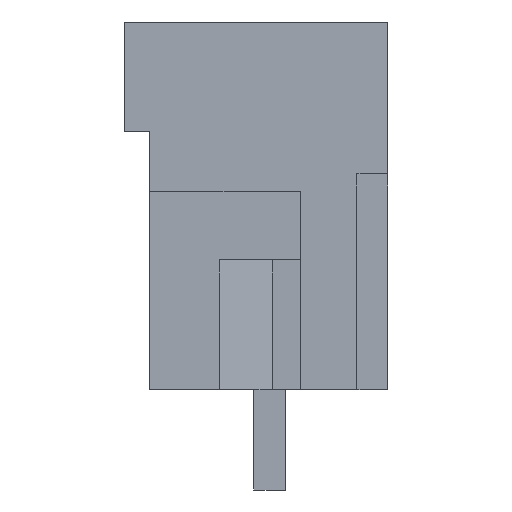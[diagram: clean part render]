
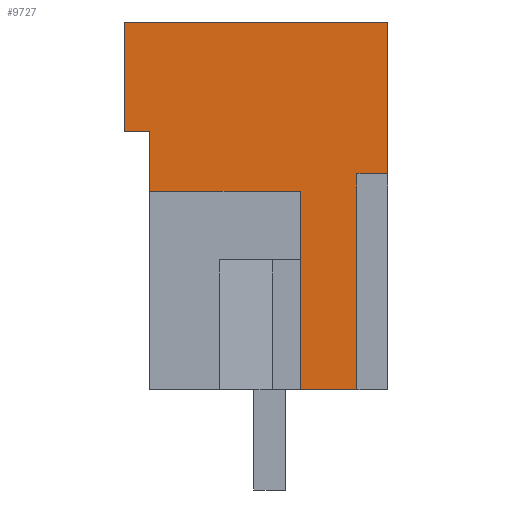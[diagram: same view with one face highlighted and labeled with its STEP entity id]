
A CAD part, left-side view. The second image highlights one B-rep face of the part: STEP entity #9727.
In plain terms, the highlighted planar face has unit normal (-1, 0, 0).
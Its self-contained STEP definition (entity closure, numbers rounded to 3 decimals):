
#9703=AXIS2_PLACEMENT_3D('Plane Axis2P3D',#9700,#9701,#9702) ;
#555=CARTESIAN_POINT('Vertex',(0.,8.405,14.95)) ;
#558=CARTESIAN_POINT('Line Origine',(0.,4.203,14.95)) ;
#562=CARTESIAN_POINT('Vertex',(0.,0.,14.95)) ;
#3298=CARTESIAN_POINT('Vertex',(0.,8.405,11.45)) ;
#3301=CARTESIAN_POINT('Line Origine',(0.,8.405,13.2)) ;
#8702=CARTESIAN_POINT('Vertex',(0.,2.785,9.55)) ;
#8707=CARTESIAN_POINT('Line Origine',(0.,5.193,9.55)) ;
#8711=CARTESIAN_POINT('Vertex',(0.,7.6,9.55)) ;
#8786=CARTESIAN_POINT('Vertex',(0.,2.785,3.2)) ;
#8789=CARTESIAN_POINT('Line Origine',(0.,2.785,6.375)) ;
#8821=CARTESIAN_POINT('Vertex',(0.,0.,10.096)) ;
#8826=CARTESIAN_POINT('Line Origine',(0.,0.489,10.096)) ;
#8830=CARTESIAN_POINT('Vertex',(0.,0.978,10.096)) ;
#8899=CARTESIAN_POINT('Vertex',(0.,0.978,3.2)) ;
#8902=CARTESIAN_POINT('Line Origine',(0.,1.881,3.2)) ;
#9297=CARTESIAN_POINT('Line Origine',(0.,7.6,10.5)) ;
#9301=CARTESIAN_POINT('Vertex',(0.,7.6,11.45)) ;
#9624=CARTESIAN_POINT('Line Origine',(0.,8.003,11.45)) ;
#9700=CARTESIAN_POINT('Axis2P3D Location',(0.,8.405,0.)) ;
#9705=CARTESIAN_POINT('Line Origine',(0.,0.978,6.648)) ;
#9710=CARTESIAN_POINT('Line Origine',(0.,0.,12.523)) ;
#559=DIRECTION('Vector Direction',(0.,1.,0.)) ;
#3302=DIRECTION('Vector Direction',(0.,0.,-1.)) ;
#8708=DIRECTION('Vector Direction',(0.,-1.,0.)) ;
#8790=DIRECTION('Vector Direction',(0.,0.,-1.)) ;
#8827=DIRECTION('Vector Direction',(0.,1.,0.)) ;
#8903=DIRECTION('Vector Direction',(0.,1.,0.)) ;
#9298=DIRECTION('Vector Direction',(0.,0.,-1.)) ;
#9625=DIRECTION('Vector Direction',(0.,1.,0.)) ;
#9701=DIRECTION('Axis2P3D Direction',(-1.,0.,0.)) ;
#9702=DIRECTION('Axis2P3D XDirection',(0.,-1.,0.)) ;
#9706=DIRECTION('Vector Direction',(0.,0.,-1.)) ;
#9711=DIRECTION('Vector Direction',(0.,0.,1.)) ;
#560=VECTOR('Line Direction',#559,1.) ;
#3303=VECTOR('Line Direction',#3302,1.) ;
#8709=VECTOR('Line Direction',#8708,1.) ;
#8791=VECTOR('Line Direction',#8790,1.) ;
#8828=VECTOR('Line Direction',#8827,1.) ;
#8904=VECTOR('Line Direction',#8903,1.) ;
#9299=VECTOR('Line Direction',#9298,1.) ;
#9626=VECTOR('Line Direction',#9625,1.) ;
#9707=VECTOR('Line Direction',#9706,1.) ;
#9712=VECTOR('Line Direction',#9711,1.) ;
#9716=ORIENTED_EDGE('',*,*,#8906,.T.) ;
#9717=ORIENTED_EDGE('',*,*,#9709,.F.) ;
#9718=ORIENTED_EDGE('',*,*,#8832,.F.) ;
#9719=ORIENTED_EDGE('',*,*,#9714,.T.) ;
#9720=ORIENTED_EDGE('',*,*,#564,.T.) ;
#9721=ORIENTED_EDGE('',*,*,#3305,.T.) ;
#9722=ORIENTED_EDGE('',*,*,#9628,.T.) ;
#9723=ORIENTED_EDGE('',*,*,#9303,.T.) ;
#9724=ORIENTED_EDGE('',*,*,#8713,.F.) ;
#9725=ORIENTED_EDGE('',*,*,#8793,.F.) ;
#9727=ADVANCED_FACE('HOUSING',(#9726),#9704,.T.) ;
#564=EDGE_CURVE('',#563,#556,#561,.T.) ;
#3305=EDGE_CURVE('',#556,#3299,#3304,.T.) ;
#8713=EDGE_CURVE('',#8703,#8712,#8710,.F.) ;
#8793=EDGE_CURVE('',#8787,#8703,#8792,.F.) ;
#8832=EDGE_CURVE('',#8822,#8831,#8829,.T.) ;
#8906=EDGE_CURVE('',#8787,#8900,#8905,.F.) ;
#9303=EDGE_CURVE('',#9302,#8712,#9300,.T.) ;
#9628=EDGE_CURVE('',#3299,#9302,#9627,.F.) ;
#9709=EDGE_CURVE('',#8831,#8900,#9708,.T.) ;
#9714=EDGE_CURVE('',#8822,#563,#9713,.T.) ;
#9715=EDGE_LOOP('',(#9716,#9717,#9718,#9719,#9720,#9721,#9722,#9723,#9724,#9725)) ;
#9726=FACE_OUTER_BOUND('',#9715,.T.) ;
#561=LINE('Line',#558,#560) ;
#3304=LINE('Line',#3301,#3303) ;
#8710=LINE('Line',#8707,#8709) ;
#8792=LINE('Line',#8789,#8791) ;
#8829=LINE('Line',#8826,#8828) ;
#8905=LINE('Line',#8902,#8904) ;
#9300=LINE('Line',#9297,#9299) ;
#9627=LINE('Line',#9624,#9626) ;
#9708=LINE('Line',#9705,#9707) ;
#9713=LINE('Line',#9710,#9712) ;
#9704=PLANE('',#9703) ;
#556=VERTEX_POINT('',#555) ;
#563=VERTEX_POINT('',#562) ;
#3299=VERTEX_POINT('',#3298) ;
#8703=VERTEX_POINT('',#8702) ;
#8712=VERTEX_POINT('',#8711) ;
#8787=VERTEX_POINT('',#8786) ;
#8822=VERTEX_POINT('',#8821) ;
#8831=VERTEX_POINT('',#8830) ;
#8900=VERTEX_POINT('',#8899) ;
#9302=VERTEX_POINT('',#9301) ;
